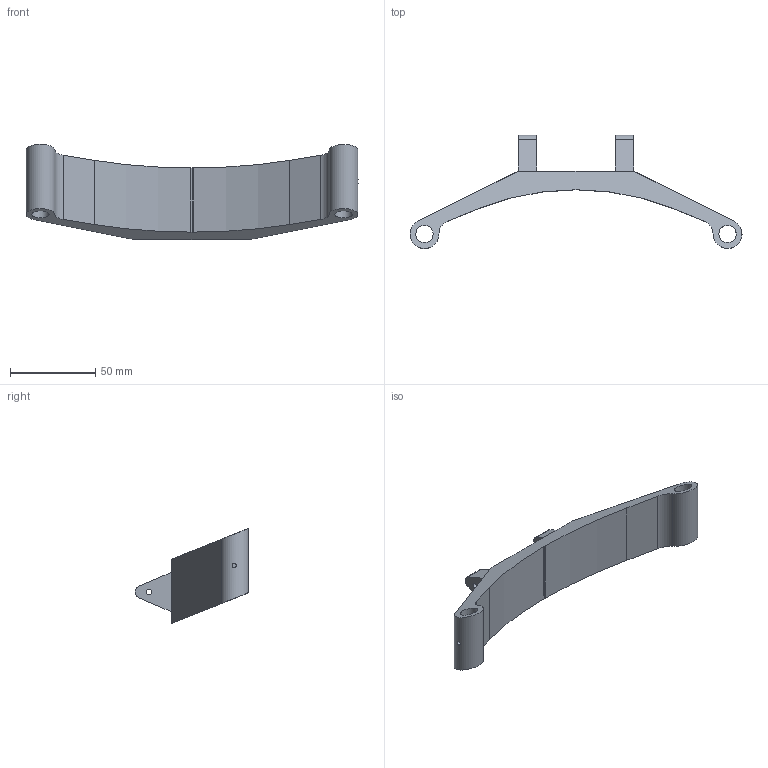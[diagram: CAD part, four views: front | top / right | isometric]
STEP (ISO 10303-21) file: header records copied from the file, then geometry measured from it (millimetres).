
FILE_DESCRIPTION(('FreeCAD Model'),'2;1');
FILE_NAME('Open CASCADE Shape Model','2025-11-13T15:55:58',(''),(''), 'Open CASCADE STEP processor 7.8','FreeCAD','Unknown');
FILE_SCHEMA(('AUTOMOTIVE_DESIGN { 1 0 10303 214 1 1 1 1 }'));
Length unit declared in the file: millimetre
Products named in the file (1): Fillet
Bounding box: 195 x 66.5 x 55.86 mm (x, y, z)
Volume: 89973.2 mm3; surface area: 26146.9 mm2
Topology: 1 solids, 1 shells, 55 faces, 152 edges, 99 vertices
Faces by surface type: plane 41, cylinder 14
Full cylindrical faces by diameter (mm): 2.5 x2, 3.2 x2, 10.2 x2
Entity records: 1978 total; most frequent: CARTESIAN_POINT 529, ORIENTED_EDGE 304, DIRECTION 276, EDGE_CURVE 152, LINE 116, VECTOR 116, VERTEX_POINT 99, AXIS2_PLACEMENT_3D 80
